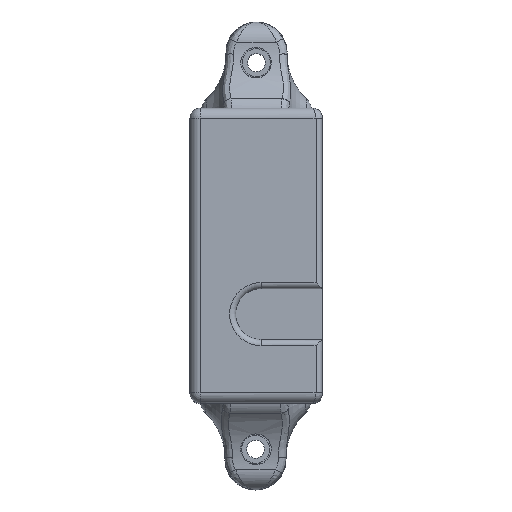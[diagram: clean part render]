
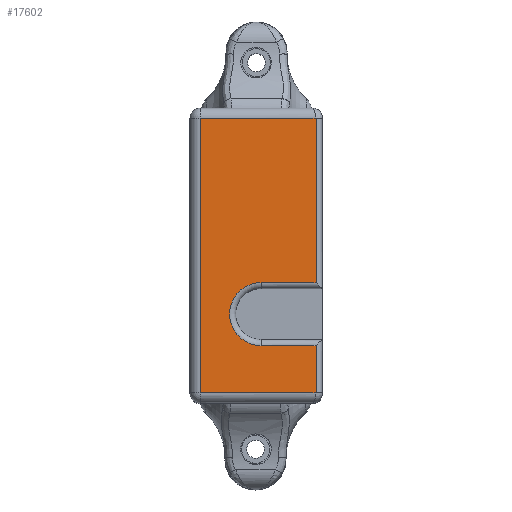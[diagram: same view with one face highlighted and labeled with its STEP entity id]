
A CAD part, top view. The second image highlights one B-rep face of the part: STEP entity #17602.
In plain terms, the highlighted planar face has unit normal (0, 0, 1).
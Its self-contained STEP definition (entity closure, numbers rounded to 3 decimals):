
#4989 = CYLINDRICAL_SURFACE('',#4990,2.);
#4990 = AXIS2_PLACEMENT_3D('',#4991,#4992,#4993);
#4991 = CARTESIAN_POINT('',(-57.,-27.,45.));
#4992 = DIRECTION('',(1.,0.,0.));
#4993 = DIRECTION('',(0.,-1.,0.));
#9813 = VERTEX_POINT('',#9814);
#9814 = CARTESIAN_POINT('',(-55.,-27.,47.));
#9834 = EDGE_CURVE('',#9813,#9835,#9837,.T.);
#9835 = VERTEX_POINT('',#9836);
#9836 = CARTESIAN_POINT('',(-32.2,-27.,47.));
#9837 = SURFACE_CURVE('',#9838,(#9842,#9849),.PCURVE_S1.);
#9838 = LINE('',#9839,#9840);
#9839 = CARTESIAN_POINT('',(-57.,-27.,47.));
#9840 = VECTOR('',#9841,1.);
#9841 = DIRECTION('',(1.,0.,0.));
#9842 = PCURVE('',#4989,#9843);
#9843 = DEFINITIONAL_REPRESENTATION('',(#9844),#9848);
#9844 = LINE('',#9845,#9846);
#9845 = CARTESIAN_POINT('',(-1.571,0.));
#9846 = VECTOR('',#9847,1.);
#9847 = DIRECTION('',(-0.,1.));
#9848 = ( GEOMETRIC_REPRESENTATION_CONTEXT(2) 
PARAMETRIC_REPRESENTATION_CONTEXT() REPRESENTATION_CONTEXT('2D SPACE',''
  ) );
#9849 = PCURVE('',#9850,#9855);
#9850 = PLANE('',#9851);
#9851 = AXIS2_PLACEMENT_3D('',#9852,#9853,#9854);
#9852 = CARTESIAN_POINT('',(-57.,-29.,47.));
#9853 = DIRECTION('',(0.,0.,1.));
#9854 = DIRECTION('',(1.,0.,0.));
#9855 = DEFINITIONAL_REPRESENTATION('',(#9856),#9860);
#9856 = LINE('',#9857,#9858);
#9857 = CARTESIAN_POINT('',(0.,2.));
#9858 = VECTOR('',#9859,1.);
#9859 = DIRECTION('',(1.,0.));
#9860 = ( GEOMETRIC_REPRESENTATION_CONTEXT(2) 
PARAMETRIC_REPRESENTATION_CONTEXT() REPRESENTATION_CONTEXT('2D SPACE',''
  ) );
#12615 = CYLINDRICAL_SURFACE('',#12616,2.);
#12616 = AXIS2_PLACEMENT_3D('',#12617,#12618,#12619);
#12617 = CARTESIAN_POINT('',(-55.,-29.,45.));
#12618 = DIRECTION('',(0.,1.,0.));
#12619 = DIRECTION('',(-1.,0.,0.));
#17602 = ADVANCED_FACE('',(#17603),#9850,.T.);
#17603 = FACE_BOUND('',#17604,.T.);
#17604 = EDGE_LOOP('',(#17605,#17628,#17629,#17657,#17685,#17714,#17742,
    #17770));
#17605 = ORIENTED_EDGE('',*,*,#17606,.F.);
#17606 = EDGE_CURVE('',#9813,#17607,#17609,.T.);
#17607 = VERTEX_POINT('',#17608);
#17608 = CARTESIAN_POINT('',(-55.,27.,47.));
#17609 = SURFACE_CURVE('',#17610,(#17614,#17621),.PCURVE_S1.);
#17610 = LINE('',#17611,#17612);
#17611 = CARTESIAN_POINT('',(-55.,-29.,47.));
#17612 = VECTOR('',#17613,1.);
#17613 = DIRECTION('',(0.,1.,0.));
#17614 = PCURVE('',#9850,#17615);
#17615 = DEFINITIONAL_REPRESENTATION('',(#17616),#17620);
#17616 = LINE('',#17617,#17618);
#17617 = CARTESIAN_POINT('',(2.,0.));
#17618 = VECTOR('',#17619,1.);
#17619 = DIRECTION('',(0.,1.));
#17620 = ( GEOMETRIC_REPRESENTATION_CONTEXT(2) 
PARAMETRIC_REPRESENTATION_CONTEXT() REPRESENTATION_CONTEXT('2D SPACE',''
  ) );
#17621 = PCURVE('',#12615,#17622);
#17622 = DEFINITIONAL_REPRESENTATION('',(#17623),#17627);
#17623 = LINE('',#17624,#17625);
#17624 = CARTESIAN_POINT('',(1.571,0.));
#17625 = VECTOR('',#17626,1.);
#17626 = DIRECTION('',(0.,1.));
#17627 = ( GEOMETRIC_REPRESENTATION_CONTEXT(2) 
PARAMETRIC_REPRESENTATION_CONTEXT() REPRESENTATION_CONTEXT('2D SPACE',''
  ) );
#17628 = ORIENTED_EDGE('',*,*,#9834,.T.);
#17629 = ORIENTED_EDGE('',*,*,#17630,.T.);
#17630 = EDGE_CURVE('',#9835,#17631,#17633,.T.);
#17631 = VERTEX_POINT('',#17632);
#17632 = CARTESIAN_POINT('',(-32.2,-17.7,47.));
#17633 = SURFACE_CURVE('',#17634,(#17638,#17645),.PCURVE_S1.);
#17634 = LINE('',#17635,#17636);
#17635 = CARTESIAN_POINT('',(-32.2,-29.,47.));
#17636 = VECTOR('',#17637,1.);
#17637 = DIRECTION('',(0.,1.,0.));
#17638 = PCURVE('',#9850,#17639);
#17639 = DEFINITIONAL_REPRESENTATION('',(#17640),#17644);
#17640 = LINE('',#17641,#17642);
#17641 = CARTESIAN_POINT('',(24.8,0.));
#17642 = VECTOR('',#17643,1.);
#17643 = DIRECTION('',(0.,1.));
#17644 = ( GEOMETRIC_REPRESENTATION_CONTEXT(2) 
PARAMETRIC_REPRESENTATION_CONTEXT() REPRESENTATION_CONTEXT('2D SPACE',''
  ) );
#17645 = PCURVE('',#17646,#17651);
#17646 = CYLINDRICAL_SURFACE('',#17647,1.2);
#17647 = AXIS2_PLACEMENT_3D('',#17648,#17649,#17650);
#17648 = CARTESIAN_POINT('',(-32.2,-29.,45.8));
#17649 = DIRECTION('',(0.,1.,0.));
#17650 = DIRECTION('',(0.,0.,1.));
#17651 = DEFINITIONAL_REPRESENTATION('',(#17652),#17656);
#17652 = LINE('',#17653,#17654);
#17653 = CARTESIAN_POINT('',(0.,0.));
#17654 = VECTOR('',#17655,1.);
#17655 = DIRECTION('',(0.,1.));
#17656 = ( GEOMETRIC_REPRESENTATION_CONTEXT(2) 
PARAMETRIC_REPRESENTATION_CONTEXT() REPRESENTATION_CONTEXT('2D SPACE',''
  ) );
#17657 = ORIENTED_EDGE('',*,*,#17658,.F.);
#17658 = EDGE_CURVE('',#17659,#17631,#17661,.T.);
#17659 = VERTEX_POINT('',#17660);
#17660 = CARTESIAN_POINT('',(-43.,-17.7,47.));
#17661 = SURFACE_CURVE('',#17662,(#17666,#17673),.PCURVE_S1.);
#17662 = LINE('',#17663,#17664);
#17663 = CARTESIAN_POINT('',(-43.,-17.7,47.));
#17664 = VECTOR('',#17665,1.);
#17665 = DIRECTION('',(1.,0.,0.));
#17666 = PCURVE('',#9850,#17667);
#17667 = DEFINITIONAL_REPRESENTATION('',(#17668),#17672);
#17668 = LINE('',#17669,#17670);
#17669 = CARTESIAN_POINT('',(14.,11.3));
#17670 = VECTOR('',#17671,1.);
#17671 = DIRECTION('',(1.,0.));
#17672 = ( GEOMETRIC_REPRESENTATION_CONTEXT(2) 
PARAMETRIC_REPRESENTATION_CONTEXT() REPRESENTATION_CONTEXT('2D SPACE',''
  ) );
#17673 = PCURVE('',#17674,#17679);
#17674 = CYLINDRICAL_SURFACE('',#17675,1.2);
#17675 = AXIS2_PLACEMENT_3D('',#17676,#17677,#17678);
#17676 = CARTESIAN_POINT('',(-43.,-17.7,45.8));
#17677 = DIRECTION('',(1.,0.,0.));
#17678 = DIRECTION('',(0.,0.,1.));
#17679 = DEFINITIONAL_REPRESENTATION('',(#17680),#17684);
#17680 = LINE('',#17681,#17682);
#17681 = CARTESIAN_POINT('',(-0.,0.));
#17682 = VECTOR('',#17683,1.);
#17683 = DIRECTION('',(-0.,1.));
#17684 = ( GEOMETRIC_REPRESENTATION_CONTEXT(2) 
PARAMETRIC_REPRESENTATION_CONTEXT() REPRESENTATION_CONTEXT('2D SPACE',''
  ) );
#17685 = ORIENTED_EDGE('',*,*,#17686,.F.);
#17686 = EDGE_CURVE('',#17687,#17659,#17689,.T.);
#17687 = VERTEX_POINT('',#17688);
#17688 = CARTESIAN_POINT('',(-43.,-5.3,47.));
#17689 = SURFACE_CURVE('',#17690,(#17695,#17702),.PCURVE_S1.);
#17690 = CIRCLE('',#17691,6.2);
#17691 = AXIS2_PLACEMENT_3D('',#17692,#17693,#17694);
#17692 = CARTESIAN_POINT('',(-43.,-11.5,47.));
#17693 = DIRECTION('',(0.,-0.,1.));
#17694 = DIRECTION('',(0.,1.,0.));
#17695 = PCURVE('',#9850,#17696);
#17696 = DEFINITIONAL_REPRESENTATION('',(#17697),#17701);
#17697 = CIRCLE('',#17698,6.2);
#17698 = AXIS2_PLACEMENT_2D('',#17699,#17700);
#17699 = CARTESIAN_POINT('',(14.,17.5));
#17700 = DIRECTION('',(0.,1.));
#17701 = ( GEOMETRIC_REPRESENTATION_CONTEXT(2) 
PARAMETRIC_REPRESENTATION_CONTEXT() REPRESENTATION_CONTEXT('2D SPACE',''
  ) );
#17702 = PCURVE('',#17703,#17708);
#17703 = TOROIDAL_SURFACE('',#17704,6.2,1.2);
#17704 = AXIS2_PLACEMENT_3D('',#17705,#17706,#17707);
#17705 = CARTESIAN_POINT('',(-43.,-11.5,45.8));
#17706 = DIRECTION('',(0.,0.,1.));
#17707 = DIRECTION('',(0.,1.,0.));
#17708 = DEFINITIONAL_REPRESENTATION('',(#17709),#17713);
#17709 = LINE('',#17710,#17711);
#17710 = CARTESIAN_POINT('',(0.,1.571));
#17711 = VECTOR('',#17712,1.);
#17712 = DIRECTION('',(1.,0.));
#17713 = ( GEOMETRIC_REPRESENTATION_CONTEXT(2) 
PARAMETRIC_REPRESENTATION_CONTEXT() REPRESENTATION_CONTEXT('2D SPACE',''
  ) );
#17714 = ORIENTED_EDGE('',*,*,#17715,.F.);
#17715 = EDGE_CURVE('',#17716,#17687,#17718,.T.);
#17716 = VERTEX_POINT('',#17717);
#17717 = CARTESIAN_POINT('',(-32.2,-5.3,47.));
#17718 = SURFACE_CURVE('',#17719,(#17723,#17730),.PCURVE_S1.);
#17719 = LINE('',#17720,#17721);
#17720 = CARTESIAN_POINT('',(-31.,-5.3,47.));
#17721 = VECTOR('',#17722,1.);
#17722 = DIRECTION('',(-1.,0.,0.));
#17723 = PCURVE('',#9850,#17724);
#17724 = DEFINITIONAL_REPRESENTATION('',(#17725),#17729);
#17725 = LINE('',#17726,#17727);
#17726 = CARTESIAN_POINT('',(26.,23.7));
#17727 = VECTOR('',#17728,1.);
#17728 = DIRECTION('',(-1.,0.));
#17729 = ( GEOMETRIC_REPRESENTATION_CONTEXT(2) 
PARAMETRIC_REPRESENTATION_CONTEXT() REPRESENTATION_CONTEXT('2D SPACE',''
  ) );
#17730 = PCURVE('',#17731,#17736);
#17731 = CYLINDRICAL_SURFACE('',#17732,1.2);
#17732 = AXIS2_PLACEMENT_3D('',#17733,#17734,#17735);
#17733 = CARTESIAN_POINT('',(-31.,-5.3,45.8));
#17734 = DIRECTION('',(-1.,0.,0.));
#17735 = DIRECTION('',(0.,0.,1.));
#17736 = DEFINITIONAL_REPRESENTATION('',(#17737),#17741);
#17737 = LINE('',#17738,#17739);
#17738 = CARTESIAN_POINT('',(-0.,0.));
#17739 = VECTOR('',#17740,1.);
#17740 = DIRECTION('',(-0.,1.));
#17741 = ( GEOMETRIC_REPRESENTATION_CONTEXT(2) 
PARAMETRIC_REPRESENTATION_CONTEXT() REPRESENTATION_CONTEXT('2D SPACE',''
  ) );
#17742 = ORIENTED_EDGE('',*,*,#17743,.T.);
#17743 = EDGE_CURVE('',#17716,#17744,#17746,.T.);
#17744 = VERTEX_POINT('',#17745);
#17745 = CARTESIAN_POINT('',(-32.2,27.,47.));
#17746 = SURFACE_CURVE('',#17747,(#17751,#17758),.PCURVE_S1.);
#17747 = LINE('',#17748,#17749);
#17748 = CARTESIAN_POINT('',(-32.2,-6.5,47.));
#17749 = VECTOR('',#17750,1.);
#17750 = DIRECTION('',(0.,1.,0.));
#17751 = PCURVE('',#9850,#17752);
#17752 = DEFINITIONAL_REPRESENTATION('',(#17753),#17757);
#17753 = LINE('',#17754,#17755);
#17754 = CARTESIAN_POINT('',(24.8,22.5));
#17755 = VECTOR('',#17756,1.);
#17756 = DIRECTION('',(0.,1.));
#17757 = ( GEOMETRIC_REPRESENTATION_CONTEXT(2) 
PARAMETRIC_REPRESENTATION_CONTEXT() REPRESENTATION_CONTEXT('2D SPACE',''
  ) );
#17758 = PCURVE('',#17759,#17764);
#17759 = CYLINDRICAL_SURFACE('',#17760,1.2);
#17760 = AXIS2_PLACEMENT_3D('',#17761,#17762,#17763);
#17761 = CARTESIAN_POINT('',(-32.2,-6.5,45.8));
#17762 = DIRECTION('',(0.,1.,0.));
#17763 = DIRECTION('',(0.,0.,1.));
#17764 = DEFINITIONAL_REPRESENTATION('',(#17765),#17769);
#17765 = LINE('',#17766,#17767);
#17766 = CARTESIAN_POINT('',(0.,0.));
#17767 = VECTOR('',#17768,1.);
#17768 = DIRECTION('',(0.,1.));
#17769 = ( GEOMETRIC_REPRESENTATION_CONTEXT(2) 
PARAMETRIC_REPRESENTATION_CONTEXT() REPRESENTATION_CONTEXT('2D SPACE',''
  ) );
#17770 = ORIENTED_EDGE('',*,*,#17771,.F.);
#17771 = EDGE_CURVE('',#17607,#17744,#17772,.T.);
#17772 = SURFACE_CURVE('',#17773,(#17777,#17784),.PCURVE_S1.);
#17773 = LINE('',#17774,#17775);
#17774 = CARTESIAN_POINT('',(-57.,27.,47.));
#17775 = VECTOR('',#17776,1.);
#17776 = DIRECTION('',(1.,0.,0.));
#17777 = PCURVE('',#9850,#17778);
#17778 = DEFINITIONAL_REPRESENTATION('',(#17779),#17783);
#17779 = LINE('',#17780,#17781);
#17780 = CARTESIAN_POINT('',(0.,56.));
#17781 = VECTOR('',#17782,1.);
#17782 = DIRECTION('',(1.,0.));
#17783 = ( GEOMETRIC_REPRESENTATION_CONTEXT(2) 
PARAMETRIC_REPRESENTATION_CONTEXT() REPRESENTATION_CONTEXT('2D SPACE',''
  ) );
#17784 = PCURVE('',#17785,#17790);
#17785 = CYLINDRICAL_SURFACE('',#17786,2.);
#17786 = AXIS2_PLACEMENT_3D('',#17787,#17788,#17789);
#17787 = CARTESIAN_POINT('',(-57.,27.,45.));
#17788 = DIRECTION('',(1.,0.,0.));
#17789 = DIRECTION('',(0.,0.,1.));
#17790 = DEFINITIONAL_REPRESENTATION('',(#17791),#17795);
#17791 = LINE('',#17792,#17793);
#17792 = CARTESIAN_POINT('',(-0.,0.));
#17793 = VECTOR('',#17794,1.);
#17794 = DIRECTION('',(-0.,1.));
#17795 = ( GEOMETRIC_REPRESENTATION_CONTEXT(2) 
PARAMETRIC_REPRESENTATION_CONTEXT() REPRESENTATION_CONTEXT('2D SPACE',''
  ) );
